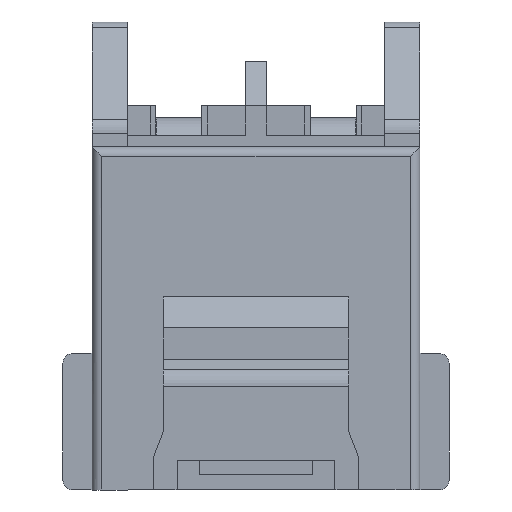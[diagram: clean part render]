
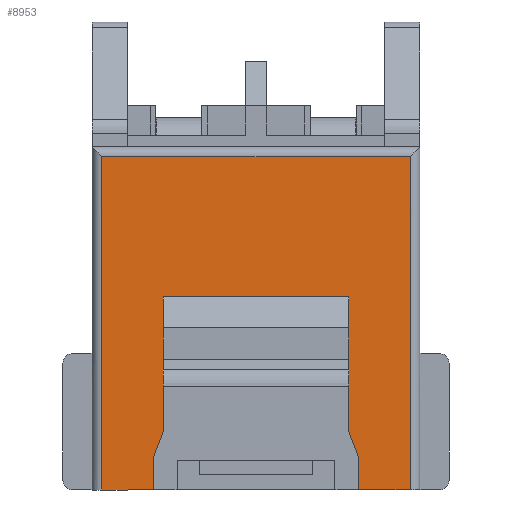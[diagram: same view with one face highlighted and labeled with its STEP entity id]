
A CAD part, front view. The second image highlights one B-rep face of the part: STEP entity #8953.
In plain terms, the highlighted planar face has unit normal (0, -1, 0).
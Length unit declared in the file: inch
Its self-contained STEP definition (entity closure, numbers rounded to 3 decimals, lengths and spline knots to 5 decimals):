
#45 = DIRECTION ( 'NONE',  ( 0., 0., 1. ) ) ;
#265 = EDGE_CURVE ( 'NONE', #496, #3672, #5387, .T. ) ;
#457 = EDGE_CURVE ( 'NONE', #8880, #8126, #5292, .T. ) ;
#496 = VERTEX_POINT ( 'NONE', #3232 ) ;
#502 = EDGE_LOOP ( 'NONE', ( #5777, #1635, #6840, #2107, #8974, #7918, #2746, #4826, #5811, #982, #3242, #1757 ) ) ;
#575 = VECTOR ( 'NONE', #7507, 39.37008 ) ;
#794 = EDGE_CURVE ( 'NONE', #7734, #3899, #2839, .T. ) ;
#930 = VECTOR ( 'NONE', #1232, 39.37008 ) ;
#934 = CARTESIAN_POINT ( 'NONE',  ( 0.4184, -0.42564, 0.75197 ) ) ;
#982 = ORIENTED_EDGE ( 'NONE', *, *, #4226, .T. ) ;
#1232 = DIRECTION ( 'NONE',  ( -1., 0., 0. ) ) ;
#1325 = DIRECTION ( 'NONE',  ( 0., 0., -1. ) ) ;
#1371 = EDGE_CURVE ( 'NONE', #5340, #3672, #6536, .T. ) ;
#1542 = VECTOR ( 'NONE', #7975, 39.37008 ) ;
#1635 = ORIENTED_EDGE ( 'NONE', *, *, #265, .F. ) ;
#1750 = LINE ( 'NONE', #7179, #5732 ) ;
#1757 = ORIENTED_EDGE ( 'NONE', *, *, #3169, .T. ) ;
#1858 = EDGE_CURVE ( 'NONE', #8895, #3899, #7686, .T. ) ;
#1907 = VECTOR ( 'NONE', #7451, 39.37008 ) ;
#2053 = EDGE_CURVE ( 'NONE', #9020, #2934, #3034, .T. ) ;
#2107 = ORIENTED_EDGE ( 'NONE', *, *, #457, .T. ) ;
#2111 = FACE_OUTER_BOUND ( 'NONE', #502, .T. ) ;
#2258 = AXIS2_PLACEMENT_3D ( 'NONE', #2789, #6949, #1325 ) ;
#2496 = LINE ( 'NONE', #5970, #2936 ) ;
#2603 = CARTESIAN_POINT ( 'NONE',  ( -0.04817, -0.42564, 0.07874 ) ) ;
#2746 = ORIENTED_EDGE ( 'NONE', *, *, #4057, .F. ) ;
#2789 = CARTESIAN_POINT ( 'NONE',  ( 0.43397, -0.42564, 0.7688 ) ) ;
#2839 = LINE ( 'NONE', #4293, #5942 ) ;
#2934 = VERTEX_POINT ( 'NONE', #9043 ) ;
#2936 = VECTOR ( 'NONE', #6150, 39.37008 ) ;
#3005 = EDGE_CURVE ( 'NONE', #8126, #4760, #4397, .T. ) ;
#3034 = LINE ( 'NONE', #5137, #4029 ) ;
#3082 = CARTESIAN_POINT ( 'NONE',  ( -0.09971, -0.42564, 0.14567 ) ) ;
#3169 = EDGE_CURVE ( 'NONE', #2934, #5340, #1750, .T. ) ;
#3213 = CARTESIAN_POINT ( 'NONE',  ( -0.20443, -0.42564, 0.78921 ) ) ;
#3232 = CARTESIAN_POINT ( 'NONE',  ( 0.31368, -0.42564, 0.07874 ) ) ;
#3242 = ORIENTED_EDGE ( 'NONE', *, *, #2053, .T. ) ;
#3520 = DIRECTION ( 'NONE',  ( -0.359, 0., -0.933 ) ) ;
#3672 = VERTEX_POINT ( 'NONE', #5669 ) ;
#3899 = VERTEX_POINT ( 'NONE', #3082 ) ;
#4029 = VECTOR ( 'NONE', #7248, 39.37008 ) ;
#4057 = EDGE_CURVE ( 'NONE', #8895, #5313, #5336, .T. ) ;
#4078 = PLANE ( 'NONE',  #2258 ) ;
#4120 = CARTESIAN_POINT ( 'NONE',  ( 0.31368, -0.42564, 0.14734 ) ) ;
#4226 = EDGE_CURVE ( 'NONE', #7734, #9020, #2496, .T. ) ;
#4280 = CARTESIAN_POINT ( 'NONE',  ( -0.20443, -0.42564, 0.75197 ) ) ;
#4293 = CARTESIAN_POINT ( 'NONE',  ( -0.1002, -0.42564, 0.14439 ) ) ;
#4397 = LINE ( 'NONE', #8031, #5192 ) ;
#4697 = EDGE_CURVE ( 'NONE', #8880, #496, #9016, .T. ) ;
#4727 = CARTESIAN_POINT ( 'NONE',  ( -0.08002, -0.42564, 0.19685 ) ) ;
#4760 = VERTEX_POINT ( 'NONE', #4280 ) ;
#4826 = ORIENTED_EDGE ( 'NONE', *, *, #1858, .T. ) ;
#4876 = VECTOR ( 'NONE', #8902, 39.37008 ) ;
#5022 = CARTESIAN_POINT ( 'NONE',  ( -0.09971, -0.42564, 0.7688 ) ) ;
#5137 = CARTESIAN_POINT ( 'NONE',  ( 0.43397, -0.42564, 0.4685 ) ) ;
#5192 = VECTOR ( 'NONE', #7989, 39.37008 ) ;
#5256 = CARTESIAN_POINT ( 'NONE',  ( 0.29399, -0.42564, 0.19685 ) ) ;
#5292 = LINE ( 'NONE', #6123, #1907 ) ;
#5313 = VERTEX_POINT ( 'NONE', #8640 ) ;
#5336 = LINE ( 'NONE', #2603, #930 ) ;
#5340 = VERTEX_POINT ( 'NONE', #7411 ) ;
#5378 = DIRECTION ( 'NONE',  ( -1., 0., 0. ) ) ;
#5387 = LINE ( 'NONE', #4120, #575 ) ;
#5474 = VECTOR ( 'NONE', #45, 39.37008 ) ;
#5669 = CARTESIAN_POINT ( 'NONE',  ( 0.31368, -0.42564, 0.14567 ) ) ;
#5732 = VECTOR ( 'NONE', #6631, 39.37008 ) ;
#5758 = VECTOR ( 'NONE', #5378, 39.37008 ) ;
#5777 = ORIENTED_EDGE ( 'NONE', *, *, #1371, .T. ) ;
#5811 = ORIENTED_EDGE ( 'NONE', *, *, #794, .F. ) ;
#5942 = VECTOR ( 'NONE', #3520, 39.37008 ) ;
#5970 = CARTESIAN_POINT ( 'NONE',  ( -0.08002, -0.42564, 0.7688 ) ) ;
#6123 = CARTESIAN_POINT ( 'NONE',  ( 0.4184, -0.42564, 0.7688 ) ) ;
#6150 = DIRECTION ( 'NONE',  ( 0., 0., 1. ) ) ;
#6277 = CARTESIAN_POINT ( 'NONE',  ( -0.09971, -0.42564, 0.07874 ) ) ;
#6536 = LINE ( 'NONE', #5256, #1542 ) ;
#6631 = DIRECTION ( 'NONE',  ( 0., 0., -1. ) ) ;
#6771 = LINE ( 'NONE', #3213, #4876 ) ;
#6840 = ORIENTED_EDGE ( 'NONE', *, *, #4697, .F. ) ;
#6916 = EDGE_CURVE ( 'NONE', #5313, #4760, #6771, .T. ) ;
#6949 = DIRECTION ( 'NONE',  ( 0., -1., 0. ) ) ;
#7179 = CARTESIAN_POINT ( 'NONE',  ( 0.29399, -0.42564, 0.7688 ) ) ;
#7248 = DIRECTION ( 'NONE',  ( 1., 0., 0. ) ) ;
#7411 = CARTESIAN_POINT ( 'NONE',  ( 0.29399, -0.42564, 0.19685 ) ) ;
#7451 = DIRECTION ( 'NONE',  ( 0., 0., 1. ) ) ;
#7507 = DIRECTION ( 'NONE',  ( 0., 0., 1. ) ) ;
#7686 = LINE ( 'NONE', #5022, #5474 ) ;
#7734 = VERTEX_POINT ( 'NONE', #4727 ) ;
#7885 = CARTESIAN_POINT ( 'NONE',  ( 0.4184, -0.42564, 0.07874 ) ) ;
#7918 = ORIENTED_EDGE ( 'NONE', *, *, #6916, .F. ) ;
#7975 = DIRECTION ( 'NONE',  ( 0.359, 0., -0.933 ) ) ;
#7989 = DIRECTION ( 'NONE',  ( -1., 0., 0. ) ) ;
#8031 = CARTESIAN_POINT ( 'NONE',  ( 0.43397, -0.42564, 0.75197 ) ) ;
#8126 = VERTEX_POINT ( 'NONE', #934 ) ;
#8326 = CARTESIAN_POINT ( 'NONE',  ( -0.08002, -0.42564, 0.4685 ) ) ;
#8640 = CARTESIAN_POINT ( 'NONE',  ( -0.20443, -0.42564, 0.07874 ) ) ;
#8880 = VERTEX_POINT ( 'NONE', #7885 ) ;
#8895 = VERTEX_POINT ( 'NONE', #6277 ) ;
#8902 = DIRECTION ( 'NONE',  ( 0., 0., 1. ) ) ;
#8925 = CARTESIAN_POINT ( 'NONE',  ( 0.49557, -0.42564, 0.07874 ) ) ;
#8953 = ADVANCED_FACE ( 'NONE', ( #2111 ), #4078, .T. ) ;
#8974 = ORIENTED_EDGE ( 'NONE', *, *, #3005, .T. ) ;
#9016 = LINE ( 'NONE', #8925, #5758 ) ;
#9020 = VERTEX_POINT ( 'NONE', #8326 ) ;
#9043 = CARTESIAN_POINT ( 'NONE',  ( 0.29399, -0.42564, 0.4685 ) ) ;
